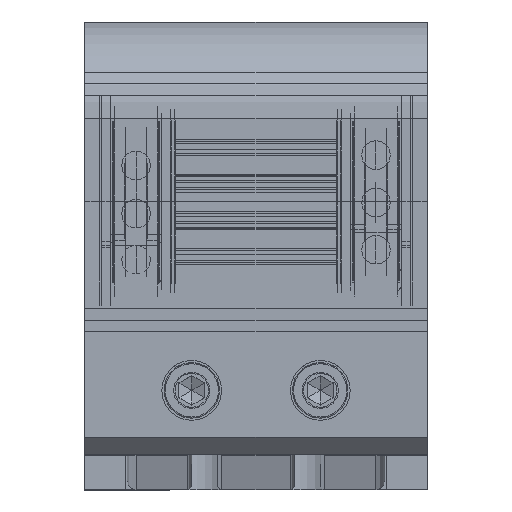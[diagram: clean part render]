
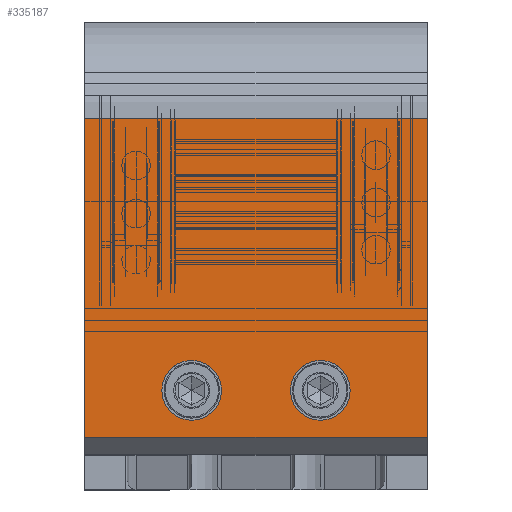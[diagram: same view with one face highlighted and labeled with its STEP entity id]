
A CAD part, top view. The second image highlights one B-rep face of the part: STEP entity #335187.
In plain terms, the highlighted planar face has unit normal (0, 0, 1).
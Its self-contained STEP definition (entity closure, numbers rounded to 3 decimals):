
#6783 = CARTESIAN_POINT ( 'NONE',  ( 185.798, 237.738, 570.351 ) ) ;
#9389 = CARTESIAN_POINT ( 'NONE',  ( 105.798, 159.238, 570.351 ) ) ;
#12787 = DIRECTION ( 'NONE',  ( 0., 0., 1. ) ) ;
#18093 = FACE_OUTER_BOUND ( 'NONE', #134342, .T. ) ;
#20603 = AXIS2_PLACEMENT_3D ( 'NONE', #157063, #127847, #217672 ) ;
#30628 = CARTESIAN_POINT ( 'NONE',  ( 167.798, 174.238, 570.351 ) ) ;
#42151 = EDGE_CURVE ( 'NONE', #306050, #236329, #251278, .T. ) ;
#47416 = FACE_BOUND ( 'NONE', #359835, .T. ) ;
#48779 = EDGE_CURVE ( 'NONE', #280370, #175026, #363237, .T. ) ;
#50573 = DIRECTION ( 'NONE',  ( 1., 0., 0. ) ) ;
#63130 = AXIS2_PLACEMENT_3D ( 'NONE', #257198, #317704, #50573 ) ;
#65074 = CIRCLE ( 'NONE', #245743, 7. ) ;
#67368 = EDGE_CURVE ( 'NONE', #281535, #174846, #65074, .T. ) ;
#73577 = AXIS2_PLACEMENT_3D ( 'NONE', #98754, #12787, #170088 ) ;
#84184 = ORIENTED_EDGE ( 'NONE', *, *, #238043, .F. ) ;
#84345 = DIRECTION ( 'NONE',  ( -1., 0., 0. ) ) ;
#94200 = CIRCLE ( 'NONE', #63130, 7. ) ;
#96249 = CARTESIAN_POINT ( 'NONE',  ( 105.798, 163.238, 570.351 ) ) ;
#98754 = CARTESIAN_POINT ( 'NONE',  ( 130.798, 174.238, 570.351 ) ) ;
#100919 = EDGE_CURVE ( 'NONE', #236329, #237253, #305799, .T. ) ;
#104121 = EDGE_CURVE ( 'NONE', #237253, #240768, #264883, .T. ) ;
#109167 = EDGE_CURVE ( 'NONE', #174846, #281535, #94200, .T. ) ;
#112675 = ORIENTED_EDGE ( 'NONE', *, *, #42151, .T. ) ;
#124670 = ORIENTED_EDGE ( 'NONE', *, *, #100919, .T. ) ;
#126455 = CARTESIAN_POINT ( 'NONE',  ( 160.798, 174.238, 570.351 ) ) ;
#127847 = DIRECTION ( 'NONE',  ( 0., 0., 1. ) ) ;
#128382 = DIRECTION ( 'NONE',  ( 0., -1., 0. ) ) ;
#134342 = EDGE_LOOP ( 'NONE', ( #124670, #313115, #189379, #112675 ) ) ;
#153800 = LINE ( 'NONE', #276682, #340809 ) ;
#157063 = CARTESIAN_POINT ( 'NONE',  ( 130.798, 174.238, 570.351 ) ) ;
#164313 = CARTESIAN_POINT ( 'NONE',  ( 123.798, 174.238, 570.351 ) ) ;
#164909 = CARTESIAN_POINT ( 'NONE',  ( 185.798, 163.238, 570.351 ) ) ;
#170088 = DIRECTION ( 'NONE',  ( 1., 0., 0. ) ) ;
#171265 = DIRECTION ( 'NONE',  ( 1., 0., 0. ) ) ;
#174846 = VERTEX_POINT ( 'NONE', #231098 ) ;
#175026 = VERTEX_POINT ( 'NONE', #164313 ) ;
#179218 = DIRECTION ( 'NONE',  ( 0., 0., 1. ) ) ;
#181148 = DIRECTION ( 'NONE',  ( 1., 0., 0. ) ) ;
#189379 = ORIENTED_EDGE ( 'NONE', *, *, #192049, .F. ) ;
#192049 = EDGE_CURVE ( 'NONE', #306050, #240768, #153800, .T. ) ;
#192810 = CARTESIAN_POINT ( 'NONE',  ( 185.798, 237.738, 570.351 ) ) ;
#201404 = FACE_BOUND ( 'NONE', #275647, .T. ) ;
#208315 = AXIS2_PLACEMENT_3D ( 'NONE', #289075, #257931, #84345 ) ;
#217672 = DIRECTION ( 'NONE',  ( 1., 0., 0. ) ) ;
#229163 = ORIENTED_EDGE ( 'NONE', *, *, #109167, .F. ) ;
#231098 = CARTESIAN_POINT ( 'NONE',  ( 153.798, 174.238, 570.351 ) ) ;
#236329 = VERTEX_POINT ( 'NONE', #372498 ) ;
#237253 = VERTEX_POINT ( 'NONE', #96249 ) ;
#238043 = EDGE_CURVE ( 'NONE', #175026, #280370, #310089, .T. ) ;
#240768 = VERTEX_POINT ( 'NONE', #164909 ) ;
#241671 = DIRECTION ( 'NONE',  ( 0., -1., 0. ) ) ;
#245743 = AXIS2_PLACEMENT_3D ( 'NONE', #126455, #179218, #181148 ) ;
#248594 = VECTOR ( 'NONE', #341093, 1000. ) ;
#251278 = LINE ( 'NONE', #192810, #248594 ) ;
#257198 = CARTESIAN_POINT ( 'NONE',  ( 160.798, 174.238, 570.351 ) ) ;
#257931 = DIRECTION ( 'NONE',  ( 0., 0., -1. ) ) ;
#264883 = LINE ( 'NONE', #297902, #352420 ) ;
#275647 = EDGE_LOOP ( 'NONE', ( #359831, #84184 ) ) ;
#276682 = CARTESIAN_POINT ( 'NONE',  ( 185.798, 159.238, 570.351 ) ) ;
#280370 = VERTEX_POINT ( 'NONE', #304410 ) ;
#281535 = VERTEX_POINT ( 'NONE', #30628 ) ;
#289075 = CARTESIAN_POINT ( 'NONE',  ( 185.798, 159.238, 570.351 ) ) ;
#297902 = CARTESIAN_POINT ( 'NONE',  ( 185.798, 163.238, 570.351 ) ) ;
#304410 = CARTESIAN_POINT ( 'NONE',  ( 137.798, 174.238, 570.351 ) ) ;
#305799 = LINE ( 'NONE', #9389, #322782 ) ;
#306050 = VERTEX_POINT ( 'NONE', #6783 ) ;
#310089 = CIRCLE ( 'NONE', #73577, 7. ) ;
#313115 = ORIENTED_EDGE ( 'NONE', *, *, #104121, .T. ) ;
#317704 = DIRECTION ( 'NONE',  ( 0., 0., 1. ) ) ;
#322782 = VECTOR ( 'NONE', #128382, 1000. ) ;
#335187 = ADVANCED_FACE ( 'NONE', ( #201404, #47416, #18093 ), #347729, .F. ) ;
#340809 = VECTOR ( 'NONE', #241671, 1000. ) ;
#341093 = DIRECTION ( 'NONE',  ( -1., 0., 0. ) ) ;
#347729 = PLANE ( 'NONE',  #208315 ) ;
#352420 = VECTOR ( 'NONE', #171265, 1000. ) ;
#359831 = ORIENTED_EDGE ( 'NONE', *, *, #48779, .F. ) ;
#359835 = EDGE_LOOP ( 'NONE', ( #384781, #229163 ) ) ;
#363237 = CIRCLE ( 'NONE', #20603, 7. ) ;
#372498 = CARTESIAN_POINT ( 'NONE',  ( 105.798, 237.738, 570.351 ) ) ;
#384781 = ORIENTED_EDGE ( 'NONE', *, *, #67368, .F. ) ;
